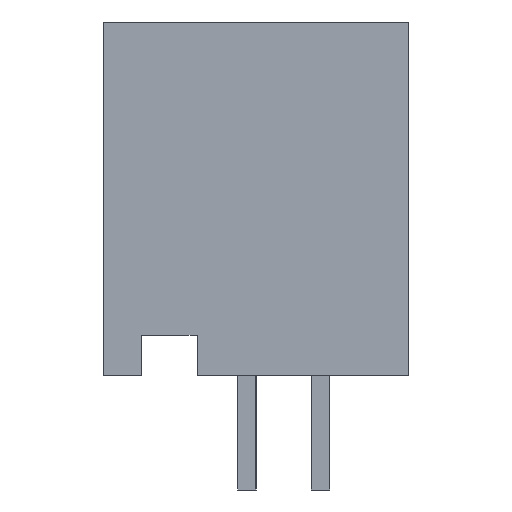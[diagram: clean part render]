
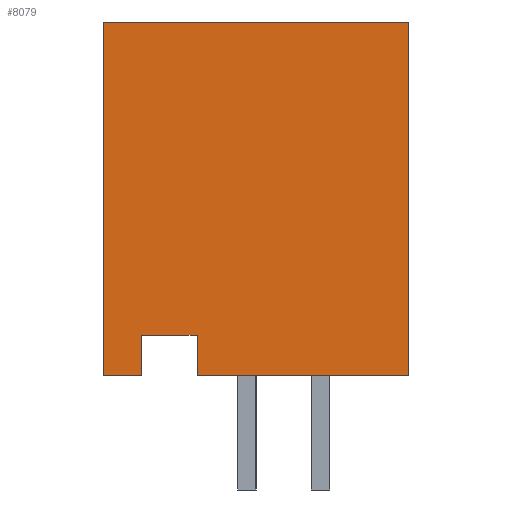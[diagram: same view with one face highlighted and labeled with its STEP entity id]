
A CAD part, left-side view. The second image highlights one B-rep face of the part: STEP entity #8079.
In plain terms, the highlighted planar face has unit normal (-1, 0, 0).
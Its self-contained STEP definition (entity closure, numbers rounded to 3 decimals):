
#616 = PLANE('',#617);
#617 = AXIS2_PLACEMENT_3D('',#618,#619,#620);
#618 = CARTESIAN_POINT('',(-12.,4.15,9.6));
#619 = DIRECTION('',(0.,-1.,0.));
#620 = DIRECTION('',(0.,0.,1.));
#780 = PLANE('',#781);
#781 = AXIS2_PLACEMENT_3D('',#782,#783,#784);
#782 = CARTESIAN_POINT('',(-12.,1.6,0.));
#783 = DIRECTION('',(0.,0.,1.));
#784 = DIRECTION('',(0.,1.,0.));
#1945 = VERTEX_POINT('',#1946);
#1946 = CARTESIAN_POINT('',(-12.,-4.15,0.));
#1960 = PLANE('',#1961);
#1961 = AXIS2_PLACEMENT_3D('',#1962,#1963,#1964);
#1962 = CARTESIAN_POINT('',(-12.,-4.15,9.6));
#1963 = DIRECTION('',(0.,1.,0.));
#1964 = DIRECTION('',(-1.,0.,0.));
#1972 = EDGE_CURVE('',#1973,#1945,#1975,.T.);
#1973 = VERTEX_POINT('',#1974);
#1974 = CARTESIAN_POINT('',(-12.,1.6,0.));
#1975 = SURFACE_CURVE('',#1976,(#1980,#1987),.PCURVE_S1.);
#1976 = LINE('',#1977,#1978);
#1977 = CARTESIAN_POINT('',(-12.,1.6,0.));
#1978 = VECTOR('',#1979,1.);
#1979 = DIRECTION('',(0.,-1.,0.));
#1980 = PCURVE('',#780,#1981);
#1981 = DEFINITIONAL_REPRESENTATION('',(#1982),#1986);
#1982 = LINE('',#1983,#1984);
#1983 = CARTESIAN_POINT('',(0.,0.));
#1984 = VECTOR('',#1985,1.);
#1985 = DIRECTION('',(-1.,0.));
#1986 = ( GEOMETRIC_REPRESENTATION_CONTEXT(2) 
PARAMETRIC_REPRESENTATION_CONTEXT() REPRESENTATION_CONTEXT('2D SPACE',''
  ) );
#1987 = PCURVE('',#1988,#1993);
#1988 = PLANE('',#1989);
#1989 = AXIS2_PLACEMENT_3D('',#1990,#1991,#1992);
#1990 = CARTESIAN_POINT('',(-12.,4.15,9.6));
#1991 = DIRECTION('',(-1.,0.,0.));
#1992 = DIRECTION('',(0.,-1.,0.));
#1993 = DEFINITIONAL_REPRESENTATION('',(#1994),#1998);
#1994 = LINE('',#1995,#1996);
#1995 = CARTESIAN_POINT('',(2.55,-9.6));
#1996 = VECTOR('',#1997,1.);
#1997 = DIRECTION('',(1.,0.));
#1998 = ( GEOMETRIC_REPRESENTATION_CONTEXT(2) 
PARAMETRIC_REPRESENTATION_CONTEXT() REPRESENTATION_CONTEXT('2D SPACE',''
  ) );
#2014 = PLANE('',#2015);
#2015 = AXIS2_PLACEMENT_3D('',#2016,#2017,#2018);
#2016 = CARTESIAN_POINT('',(-12.,1.6,0.));
#2017 = DIRECTION('',(0.,-1.,0.));
#2018 = DIRECTION('',(1.,0.,0.));
#6415 = PLANE('',#6416);
#6416 = AXIS2_PLACEMENT_3D('',#6417,#6418,#6419);
#6417 = CARTESIAN_POINT('',(-12.,4.15,9.6));
#6418 = DIRECTION('',(0.,0.,-1.));
#6419 = DIRECTION('',(0.,-1.,0.));
#6463 = VERTEX_POINT('',#6464);
#6464 = CARTESIAN_POINT('',(-12.,4.15,9.6));
#6485 = EDGE_CURVE('',#6486,#6463,#6488,.T.);
#6486 = VERTEX_POINT('',#6487);
#6487 = CARTESIAN_POINT('',(-12.,-4.15,9.6));
#6488 = SURFACE_CURVE('',#6489,(#6493,#6500),.PCURVE_S1.);
#6489 = LINE('',#6490,#6491);
#6490 = CARTESIAN_POINT('',(-12.,4.15,9.6));
#6491 = VECTOR('',#6492,1.);
#6492 = DIRECTION('',(0.,1.,0.));
#6493 = PCURVE('',#6415,#6494);
#6494 = DEFINITIONAL_REPRESENTATION('',(#6495),#6499);
#6495 = LINE('',#6496,#6497);
#6496 = CARTESIAN_POINT('',(0.,0.));
#6497 = VECTOR('',#6498,1.);
#6498 = DIRECTION('',(-1.,0.));
#6499 = ( GEOMETRIC_REPRESENTATION_CONTEXT(2) 
PARAMETRIC_REPRESENTATION_CONTEXT() REPRESENTATION_CONTEXT('2D SPACE',''
  ) );
#6500 = PCURVE('',#1988,#6501);
#6501 = DEFINITIONAL_REPRESENTATION('',(#6502),#6506);
#6502 = LINE('',#6503,#6504);
#6503 = CARTESIAN_POINT('',(0.,0.));
#6504 = VECTOR('',#6505,1.);
#6505 = DIRECTION('',(-1.,0.));
#6506 = ( GEOMETRIC_REPRESENTATION_CONTEXT(2) 
PARAMETRIC_REPRESENTATION_CONTEXT() REPRESENTATION_CONTEXT('2D SPACE',''
  ) );
#7464 = VERTEX_POINT('',#7465);
#7465 = CARTESIAN_POINT('',(-12.,4.15,0.));
#7479 = PLANE('',#7480);
#7480 = AXIS2_PLACEMENT_3D('',#7481,#7482,#7483);
#7481 = CARTESIAN_POINT('',(-12.,4.15,0.));
#7482 = DIRECTION('',(0.,0.,1.));
#7483 = DIRECTION('',(0.,1.,0.));
#7491 = EDGE_CURVE('',#6463,#7464,#7492,.T.);
#7492 = SURFACE_CURVE('',#7493,(#7497,#7504),.PCURVE_S1.);
#7493 = LINE('',#7494,#7495);
#7494 = CARTESIAN_POINT('',(-12.,4.15,9.6));
#7495 = VECTOR('',#7496,1.);
#7496 = DIRECTION('',(0.,0.,-1.));
#7497 = PCURVE('',#616,#7498);
#7498 = DEFINITIONAL_REPRESENTATION('',(#7499),#7503);
#7499 = LINE('',#7500,#7501);
#7500 = CARTESIAN_POINT('',(0.,0.));
#7501 = VECTOR('',#7502,1.);
#7502 = DIRECTION('',(-1.,0.));
#7503 = ( GEOMETRIC_REPRESENTATION_CONTEXT(2) 
PARAMETRIC_REPRESENTATION_CONTEXT() REPRESENTATION_CONTEXT('2D SPACE',''
  ) );
#7504 = PCURVE('',#1988,#7505);
#7505 = DEFINITIONAL_REPRESENTATION('',(#7506),#7510);
#7506 = LINE('',#7507,#7508);
#7507 = CARTESIAN_POINT('',(0.,0.));
#7508 = VECTOR('',#7509,1.);
#7509 = DIRECTION('',(0.,-1.));
#7510 = ( GEOMETRIC_REPRESENTATION_CONTEXT(2) 
PARAMETRIC_REPRESENTATION_CONTEXT() REPRESENTATION_CONTEXT('2D SPACE',''
  ) );
#7561 = VERTEX_POINT('',#7562);
#7562 = CARTESIAN_POINT('',(-12.,3.1,0.));
#7576 = PLANE('',#7577);
#7577 = AXIS2_PLACEMENT_3D('',#7578,#7579,#7580);
#7578 = CARTESIAN_POINT('',(-12.,3.1,0.));
#7579 = DIRECTION('',(0.,1.,0.));
#7580 = DIRECTION('',(-1.,0.,0.));
#7588 = EDGE_CURVE('',#7464,#7561,#7589,.T.);
#7589 = SURFACE_CURVE('',#7590,(#7594,#7601),.PCURVE_S1.);
#7590 = LINE('',#7591,#7592);
#7591 = CARTESIAN_POINT('',(-12.,4.15,0.));
#7592 = VECTOR('',#7593,1.);
#7593 = DIRECTION('',(0.,-1.,0.));
#7594 = PCURVE('',#7479,#7595);
#7595 = DEFINITIONAL_REPRESENTATION('',(#7596),#7600);
#7596 = LINE('',#7597,#7598);
#7597 = CARTESIAN_POINT('',(0.,0.));
#7598 = VECTOR('',#7599,1.);
#7599 = DIRECTION('',(-1.,0.));
#7600 = ( GEOMETRIC_REPRESENTATION_CONTEXT(2) 
PARAMETRIC_REPRESENTATION_CONTEXT() REPRESENTATION_CONTEXT('2D SPACE',''
  ) );
#7601 = PCURVE('',#1988,#7602);
#7602 = DEFINITIONAL_REPRESENTATION('',(#7603),#7607);
#7603 = LINE('',#7604,#7605);
#7604 = CARTESIAN_POINT('',(0.,-9.6));
#7605 = VECTOR('',#7606,1.);
#7606 = DIRECTION('',(1.,0.));
#7607 = ( GEOMETRIC_REPRESENTATION_CONTEXT(2) 
PARAMETRIC_REPRESENTATION_CONTEXT() REPRESENTATION_CONTEXT('2D SPACE',''
  ) );
#7637 = VERTEX_POINT('',#7638);
#7638 = CARTESIAN_POINT('',(-12.,3.1,1.1));
#7652 = PLANE('',#7653);
#7653 = AXIS2_PLACEMENT_3D('',#7654,#7655,#7656);
#7654 = CARTESIAN_POINT('',(-12.,3.1,1.1));
#7655 = DIRECTION('',(0.,0.,1.));
#7656 = DIRECTION('',(0.,1.,0.));
#7664 = EDGE_CURVE('',#7561,#7637,#7665,.T.);
#7665 = SURFACE_CURVE('',#7666,(#7670,#7677),.PCURVE_S1.);
#7666 = LINE('',#7667,#7668);
#7667 = CARTESIAN_POINT('',(-12.,3.1,0.));
#7668 = VECTOR('',#7669,1.);
#7669 = DIRECTION('',(0.,0.,1.));
#7670 = PCURVE('',#7576,#7671);
#7671 = DEFINITIONAL_REPRESENTATION('',(#7672),#7676);
#7672 = LINE('',#7673,#7674);
#7673 = CARTESIAN_POINT('',(0.,0.));
#7674 = VECTOR('',#7675,1.);
#7675 = DIRECTION('',(0.,1.));
#7676 = ( GEOMETRIC_REPRESENTATION_CONTEXT(2) 
PARAMETRIC_REPRESENTATION_CONTEXT() REPRESENTATION_CONTEXT('2D SPACE',''
  ) );
#7677 = PCURVE('',#1988,#7678);
#7678 = DEFINITIONAL_REPRESENTATION('',(#7679),#7683);
#7679 = LINE('',#7680,#7681);
#7680 = CARTESIAN_POINT('',(1.05,-9.6));
#7681 = VECTOR('',#7682,1.);
#7682 = DIRECTION('',(0.,1.));
#7683 = ( GEOMETRIC_REPRESENTATION_CONTEXT(2) 
PARAMETRIC_REPRESENTATION_CONTEXT() REPRESENTATION_CONTEXT('2D SPACE',''
  ) );
#7713 = VERTEX_POINT('',#7714);
#7714 = CARTESIAN_POINT('',(-12.,1.6,1.1));
#7735 = EDGE_CURVE('',#7637,#7713,#7736,.T.);
#7736 = SURFACE_CURVE('',#7737,(#7741,#7748),.PCURVE_S1.);
#7737 = LINE('',#7738,#7739);
#7738 = CARTESIAN_POINT('',(-12.,3.1,1.1));
#7739 = VECTOR('',#7740,1.);
#7740 = DIRECTION('',(0.,-1.,0.));
#7741 = PCURVE('',#7652,#7742);
#7742 = DEFINITIONAL_REPRESENTATION('',(#7743),#7747);
#7743 = LINE('',#7744,#7745);
#7744 = CARTESIAN_POINT('',(0.,0.));
#7745 = VECTOR('',#7746,1.);
#7746 = DIRECTION('',(-1.,0.));
#7747 = ( GEOMETRIC_REPRESENTATION_CONTEXT(2) 
PARAMETRIC_REPRESENTATION_CONTEXT() REPRESENTATION_CONTEXT('2D SPACE',''
  ) );
#7748 = PCURVE('',#1988,#7749);
#7749 = DEFINITIONAL_REPRESENTATION('',(#7750),#7754);
#7750 = LINE('',#7751,#7752);
#7751 = CARTESIAN_POINT('',(1.05,-8.5));
#7752 = VECTOR('',#7753,1.);
#7753 = DIRECTION('',(1.,0.));
#7754 = ( GEOMETRIC_REPRESENTATION_CONTEXT(2) 
PARAMETRIC_REPRESENTATION_CONTEXT() REPRESENTATION_CONTEXT('2D SPACE',''
  ) );
#7782 = EDGE_CURVE('',#7713,#1973,#7783,.T.);
#7783 = SURFACE_CURVE('',#7784,(#7788,#7795),.PCURVE_S1.);
#7784 = LINE('',#7785,#7786);
#7785 = CARTESIAN_POINT('',(-12.,1.6,0.));
#7786 = VECTOR('',#7787,1.);
#7787 = DIRECTION('',(0.,0.,-1.));
#7788 = PCURVE('',#2014,#7789);
#7789 = DEFINITIONAL_REPRESENTATION('',(#7790),#7794);
#7790 = LINE('',#7791,#7792);
#7791 = CARTESIAN_POINT('',(0.,0.));
#7792 = VECTOR('',#7793,1.);
#7793 = DIRECTION('',(0.,-1.));
#7794 = ( GEOMETRIC_REPRESENTATION_CONTEXT(2) 
PARAMETRIC_REPRESENTATION_CONTEXT() REPRESENTATION_CONTEXT('2D SPACE',''
  ) );
#7795 = PCURVE('',#1988,#7796);
#7796 = DEFINITIONAL_REPRESENTATION('',(#7797),#7801);
#7797 = LINE('',#7798,#7799);
#7798 = CARTESIAN_POINT('',(2.55,-9.6));
#7799 = VECTOR('',#7800,1.);
#7800 = DIRECTION('',(0.,-1.));
#7801 = ( GEOMETRIC_REPRESENTATION_CONTEXT(2) 
PARAMETRIC_REPRESENTATION_CONTEXT() REPRESENTATION_CONTEXT('2D SPACE',''
  ) );
#7854 = EDGE_CURVE('',#1945,#6486,#7855,.T.);
#7855 = SURFACE_CURVE('',#7856,(#7860,#7867),.PCURVE_S1.);
#7856 = LINE('',#7857,#7858);
#7857 = CARTESIAN_POINT('',(-12.,-4.15,9.6));
#7858 = VECTOR('',#7859,1.);
#7859 = DIRECTION('',(0.,0.,1.));
#7860 = PCURVE('',#1960,#7861);
#7861 = DEFINITIONAL_REPRESENTATION('',(#7862),#7866);
#7862 = LINE('',#7863,#7864);
#7863 = CARTESIAN_POINT('',(0.,0.));
#7864 = VECTOR('',#7865,1.);
#7865 = DIRECTION('',(0.,1.));
#7866 = ( GEOMETRIC_REPRESENTATION_CONTEXT(2) 
PARAMETRIC_REPRESENTATION_CONTEXT() REPRESENTATION_CONTEXT('2D SPACE',''
  ) );
#7867 = PCURVE('',#1988,#7868);
#7868 = DEFINITIONAL_REPRESENTATION('',(#7869),#7873);
#7869 = LINE('',#7870,#7871);
#7870 = CARTESIAN_POINT('',(8.3,0.));
#7871 = VECTOR('',#7872,1.);
#7872 = DIRECTION('',(0.,1.));
#7873 = ( GEOMETRIC_REPRESENTATION_CONTEXT(2) 
PARAMETRIC_REPRESENTATION_CONTEXT() REPRESENTATION_CONTEXT('2D SPACE',''
  ) );
#8079 = ADVANCED_FACE('',(#8080),#1988,.T.);
#8080 = FACE_BOUND('',#8081,.T.);
#8081 = EDGE_LOOP('',(#8082,#8083,#8084,#8085,#8086,#8087,#8088,#8089));
#8082 = ORIENTED_EDGE('',*,*,#7491,.T.);
#8083 = ORIENTED_EDGE('',*,*,#7588,.T.);
#8084 = ORIENTED_EDGE('',*,*,#7664,.T.);
#8085 = ORIENTED_EDGE('',*,*,#7735,.T.);
#8086 = ORIENTED_EDGE('',*,*,#7782,.T.);
#8087 = ORIENTED_EDGE('',*,*,#1972,.T.);
#8088 = ORIENTED_EDGE('',*,*,#7854,.T.);
#8089 = ORIENTED_EDGE('',*,*,#6485,.T.);
